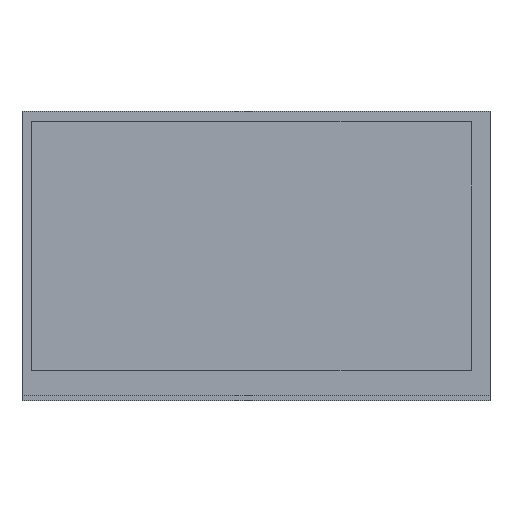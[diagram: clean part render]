
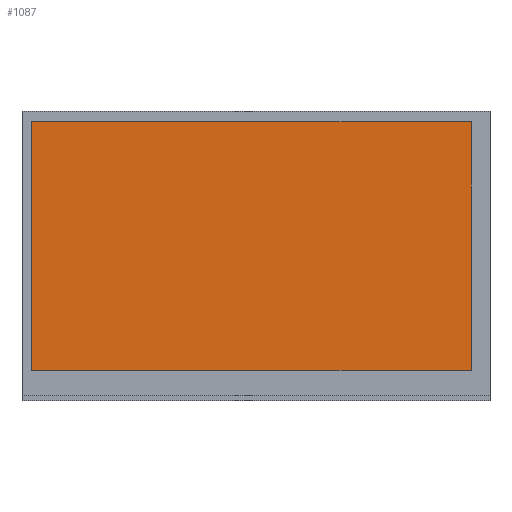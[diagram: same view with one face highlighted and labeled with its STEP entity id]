
A CAD part, top view. The second image highlights one B-rep face of the part: STEP entity #1087.
In plain terms, the highlighted planar face has unit normal (0, 0, 1).
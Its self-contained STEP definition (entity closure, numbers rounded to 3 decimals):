
#91=PLANE('',#1193);
#180=FACE_OUTER_BOUND('',#260,.T.);
#260=EDGE_LOOP('',(#901,#902,#903,#904));
#407=LINE('',#2760,#472);
#408=LINE('',#2762,#473);
#409=LINE('',#2764,#474);
#410=LINE('',#2765,#475);
#472=VECTOR('',#1365,10.);
#473=VECTOR('',#1366,10.);
#474=VECTOR('',#1367,10.);
#475=VECTOR('',#1368,10.);
#564=VERTEX_POINT('',#2758);
#565=VERTEX_POINT('',#2759);
#566=VERTEX_POINT('',#2761);
#567=VERTEX_POINT('',#2763);
#685=EDGE_CURVE('',#564,#565,#407,.T.);
#686=EDGE_CURVE('',#565,#566,#408,.T.);
#687=EDGE_CURVE('',#566,#567,#409,.T.);
#688=EDGE_CURVE('',#567,#564,#410,.T.);
#901=ORIENTED_EDGE('',*,*,#685,.T.);
#902=ORIENTED_EDGE('',*,*,#686,.T.);
#903=ORIENTED_EDGE('',*,*,#687,.T.);
#904=ORIENTED_EDGE('',*,*,#688,.T.);
#1087=ADVANCED_FACE('',(#180),#91,.T.);
#1193=AXIS2_PLACEMENT_3D('',#2757,#1363,#1364);
#1363=DIRECTION('center_axis',(0.,0.,1.));
#1364=DIRECTION('ref_axis',(1.,0.,0.));
#1365=DIRECTION('',(0.,1.,0.));
#1366=DIRECTION('',(-1.,0.,0.));
#1367=DIRECTION('',(0.,-1.,0.));
#1368=DIRECTION('',(1.,0.,0.));
#2757=CARTESIAN_POINT('Origin',(-82.375,-50.,17.7));
#2758=CARTESIAN_POINT('',(-6.584,-91.29,17.7));
#2759=CARTESIAN_POINT('',(-6.584,-3.784,17.7));
#2760=CARTESIAN_POINT('',(-6.584,-91.29,17.7));
#2761=CARTESIAN_POINT('',(-161.476,-3.784,17.7));
#2762=CARTESIAN_POINT('',(-6.584,-3.784,17.7));
#2763=CARTESIAN_POINT('',(-161.476,-91.29,17.7));
#2764=CARTESIAN_POINT('',(-161.476,-3.784,17.7));
#2765=CARTESIAN_POINT('',(-161.476,-91.29,17.7));
